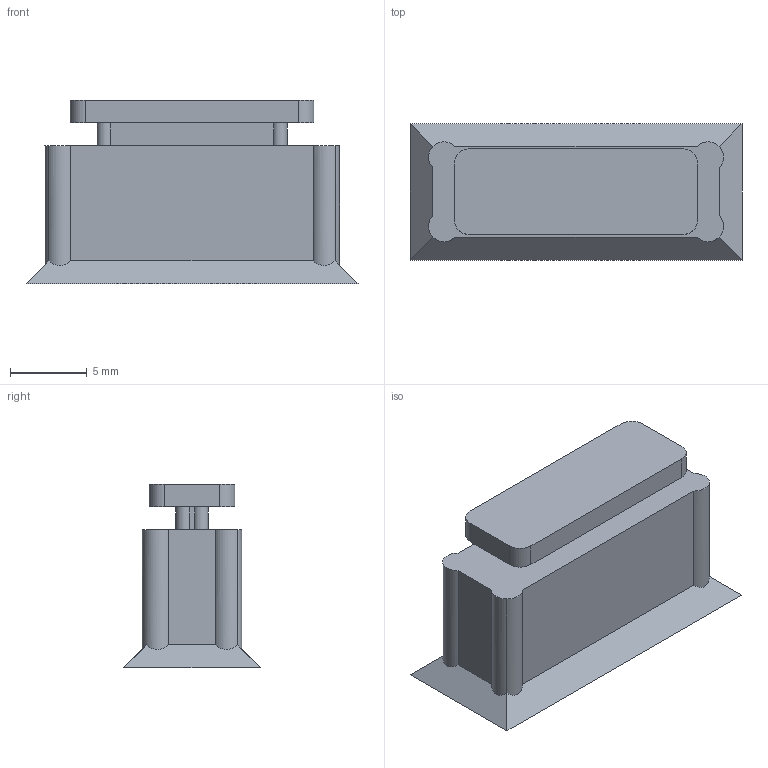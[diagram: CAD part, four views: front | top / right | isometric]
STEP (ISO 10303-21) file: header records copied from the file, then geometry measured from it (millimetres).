
FILE_DESCRIPTION(('FreeCAD Model'),'2;1');
FILE_NAME('pcb_passthrough_8.step', '2019-12-31T16:07:08',('Author'),(''), 'Open CASCADE STEP processor 7.3','FreeCAD','Unknown');
FILE_SCHEMA(('AUTOMOTIVE_DESIGN { 1 0 10303 214 1 1 1 1 }'));
Length unit declared in the file: millimetre
Products named in the file (1): union003001
Bounding box: 21.67 x 8.93 x 12 mm (x, y, z)
Volume: 1241.3 mm3; surface area: 1038 mm2
Topology: 1 solids, 1 shells, 44 faces, 124 edges, 84 vertices
Faces by surface type: plane 28, cylinder 16
Entity records: 1462 total; most frequent: DIRECTION 254, CARTESIAN_POINT 253, ORIENTED_EDGE 248, EDGE_CURVE 124, AXIS2_PLACEMENT_3D 85, VERTEX_POINT 84, LINE 84, VECTOR 84
